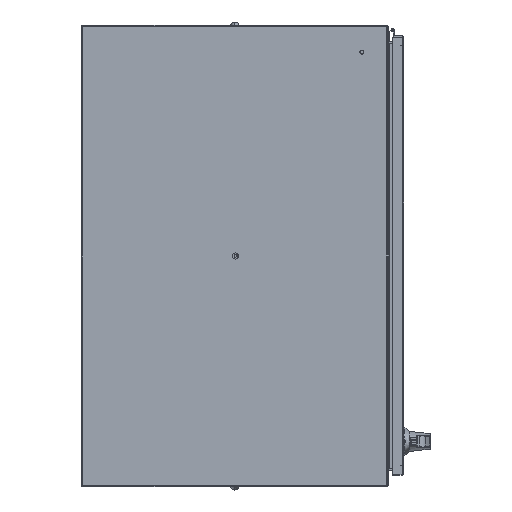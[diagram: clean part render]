
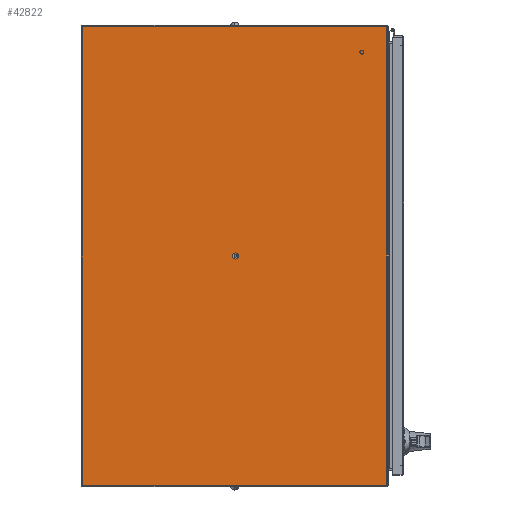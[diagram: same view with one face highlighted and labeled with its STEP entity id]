
A CAD part, front view. The second image highlights one B-rep face of the part: STEP entity #42822.
In plain terms, the highlighted face is planar.
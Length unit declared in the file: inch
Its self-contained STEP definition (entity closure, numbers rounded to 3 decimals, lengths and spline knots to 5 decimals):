
#5519 = DIRECTION ( 'NONE',  ( -1., 0., 0. ) ) ;
#11948 = EDGE_CURVE ( 'NONE', #56184, #108122, #45918, .T. ) ;
#13055 = VECTOR ( 'NONE', #55152, 39.37008 ) ;
#14509 = CARTESIAN_POINT ( 'NONE',  ( 17.935, -12., 0. ) ) ;
#17898 = LINE ( 'NONE', #14509, #35672 ) ;
#26007 = CARTESIAN_POINT ( 'NONE',  ( 17.935, -11.857, 0. ) ) ;
#26058 = CARTESIAN_POINT ( 'NONE',  ( 17.935, 12., 0. ) ) ;
#26269 = CARTESIAN_POINT ( 'NONE',  ( -17.935, -11.857, 0. ) ) ;
#26593 = EDGE_CURVE ( 'NONE', #101775, #43413, #102012, .T. ) ;
#29732 = ORIENTED_EDGE ( 'NONE', *, *, #48483, .F. ) ;
#30186 = PLANE ( 'NONE',  #48358 ) ;
#33600 = CARTESIAN_POINT ( 'NONE',  ( -17.935, -12., 0. ) ) ;
#33722 = ORIENTED_EDGE ( 'NONE', *, *, #100708, .F. ) ;
#35672 = VECTOR ( 'NONE', #101618, 39.37008 ) ;
#42822 = ADVANCED_FACE ( 'NONE', ( #84477 ), #30186, .F. ) ;
#43413 = VERTEX_POINT ( 'NONE', #86151 ) ;
#45918 = LINE ( 'NONE', #108131, #13055 ) ;
#47845 = ORIENTED_EDGE ( 'NONE', *, *, #11948, .F. ) ;
#48358 = AXIS2_PLACEMENT_3D ( 'NONE', #33600, #96214, #77812 ) ;
#48483 = EDGE_CURVE ( 'NONE', #43413, #56184, #112570, .T. ) ;
#54644 = EDGE_LOOP ( 'NONE', ( #47845, #29732, #81325, #33722 ) ) ;
#55152 = DIRECTION ( 'NONE',  ( 1., 0., 0. ) ) ;
#56184 = VERTEX_POINT ( 'NONE', #26269 ) ;
#64532 = DIRECTION ( 'NONE',  ( 0., -1., 0. ) ) ;
#74210 = CARTESIAN_POINT ( 'NONE',  ( -17.935, 12., 0. ) ) ;
#77812 = DIRECTION ( 'NONE',  ( 1., 0., 0. ) ) ;
#81325 = ORIENTED_EDGE ( 'NONE', *, *, #26593, .F. ) ;
#83435 = CARTESIAN_POINT ( 'NONE',  ( -17.935, -12., 0. ) ) ;
#84477 = FACE_OUTER_BOUND ( 'NONE', #54644, .T. ) ;
#86151 = CARTESIAN_POINT ( 'NONE',  ( -17.935, 12., 0. ) ) ;
#89207 = VECTOR ( 'NONE', #64532, 39.37008 ) ;
#92461 = VECTOR ( 'NONE', #5519, 39.37008 ) ;
#96214 = DIRECTION ( 'NONE',  ( 0., 0., 1. ) ) ;
#100708 = EDGE_CURVE ( 'NONE', #108122, #101775, #17898, .T. ) ;
#101618 = DIRECTION ( 'NONE',  ( 0., 1., 0. ) ) ;
#101775 = VERTEX_POINT ( 'NONE', #26058 ) ;
#102012 = LINE ( 'NONE', #74210, #92461 ) ;
#108122 = VERTEX_POINT ( 'NONE', #26007 ) ;
#108131 = CARTESIAN_POINT ( 'NONE',  ( -17.935, -11.857, 0. ) ) ;
#112570 = LINE ( 'NONE', #83435, #89207 ) ;
